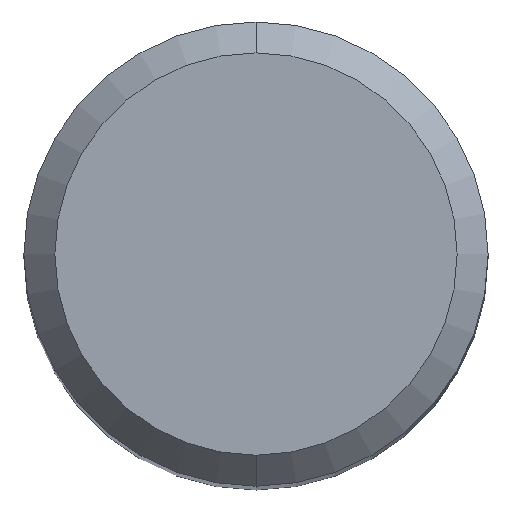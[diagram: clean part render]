
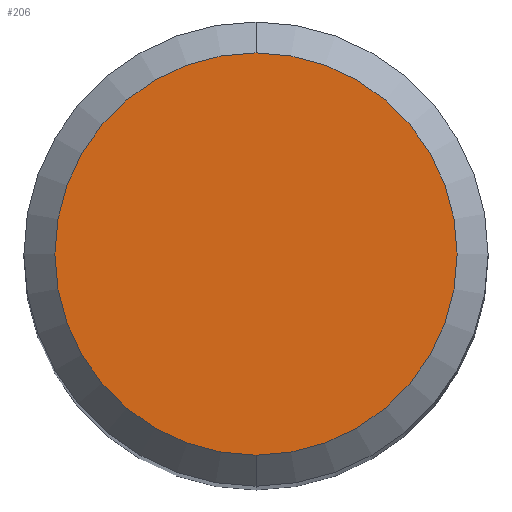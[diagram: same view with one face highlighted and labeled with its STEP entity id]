
A CAD part, top view. The second image highlights one B-rep face of the part: STEP entity #206.
In plain terms, the highlighted planar face has unit normal (0, 0, 1).
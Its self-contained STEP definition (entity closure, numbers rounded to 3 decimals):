
#130=VERTEX_POINT('',#297);
#138=EDGE_CURVE('',#130,#182,#305,.T.);
#182=VERTEX_POINT('',#357);
#206=ADVANCED_FACE('',(#384),#385,.T.);
#216=EDGE_CURVE('',#182,#130,#395,.T.);
#297=CARTESIAN_POINT('',(0.,-2.6,0.0));
#305=CIRCLE('',#497,2.6);
#357=CARTESIAN_POINT('',(0.0,2.6,0.0));
#384=FACE_OUTER_BOUND('',#592,.T.);
#385=PLANE('',#593);
#395=CIRCLE('',#605,2.6);
#497=AXIS2_PLACEMENT_3D('',#689,#690,#691);
#592=EDGE_LOOP('',(#801,#802));
#593=AXIS2_PLACEMENT_3D('',#803,#804,#805);
#605=AXIS2_PLACEMENT_3D('',#813,#814,#815);
#689=CARTESIAN_POINT('',(0.0,0.0,0.0));
#690=DIRECTION('',(0.0,0.0,-1.0));
#691=DIRECTION('',(0.0,1.0,0.0));
#801=ORIENTED_EDGE('',*,*,#216,.F.);
#802=ORIENTED_EDGE('',*,*,#138,.F.);
#803=CARTESIAN_POINT('',(0.0,1.3,0.0));
#804=DIRECTION('',(-0.0,0.0,1.0));
#805=DIRECTION('',(0.0,-1.0,0.0));
#813=CARTESIAN_POINT('',(0.0,0.0,0.0));
#814=DIRECTION('',(0.0,0.0,-1.0));
#815=DIRECTION('',(0.0,1.0,0.0));
